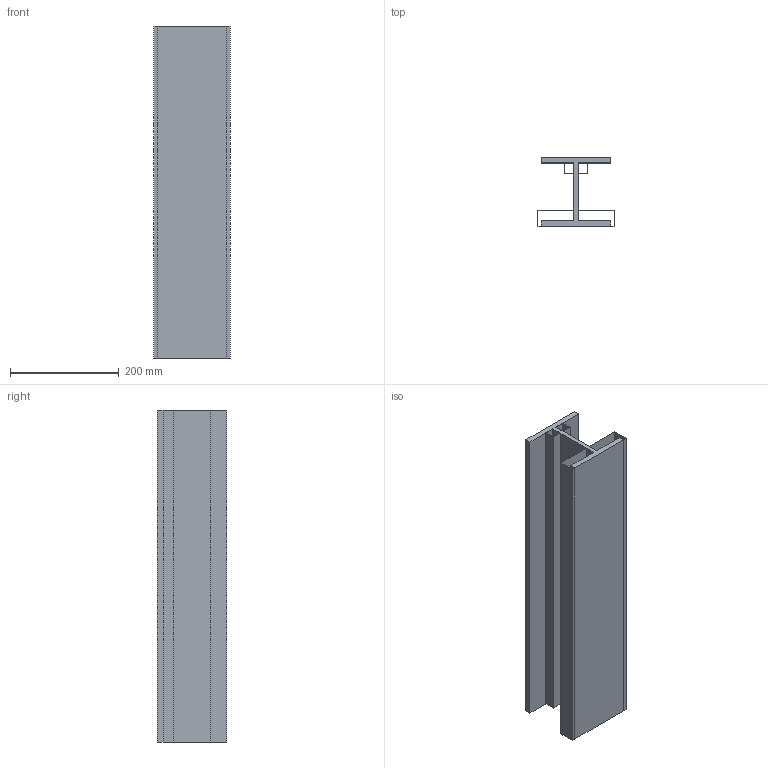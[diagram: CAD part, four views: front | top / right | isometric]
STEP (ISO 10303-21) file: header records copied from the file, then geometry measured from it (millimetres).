
FILE_DESCRIPTION(/* description */ (''),/* implementation_level */ '2;1');
FILE_NAME(/* name */ 'Ibeam_ipt_7ed0ddbb.STEP',/* time_stamp */ '2018-02-13T23:11:19-05:00',/* author */ ('en-hyperloop'),/* organization */ (''),/* preprocessor_version */ 'ST-DEVELOPER v16.13',/* originating_system */ 'Autodesk Inventor 2018',/* authorisation */ '');
FILE_SCHEMA (('AUTOMOTIVE_DESIGN { 1 0 10303 214 3 1 1 }'));
Length unit declared in the file: inch
Products named in the file (1): Beam
Bounding box: 139.7 x 127 x 609.6 mm (x, y, z)
Volume: 2134416.9 mm3; surface area: 784601.1 mm2
Topology: 1 solids, 5 shells, 34 faces, 96 edges, 64 vertices
Faces by surface type: plane 34
Entity records: 1097 total; most frequent: CARTESIAN_POINT 195, DIRECTION 166, ORIENTED_EDGE 152, LINE 96, VECTOR 96, EDGE_CURVE 96, VERTEX_POINT 64, AXIS2_PLACEMENT_3D 35
